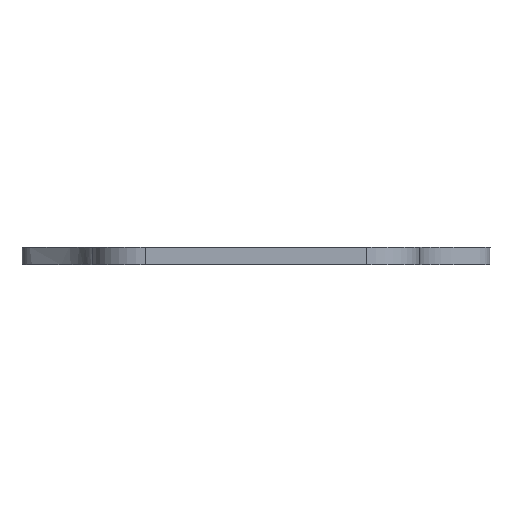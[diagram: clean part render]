
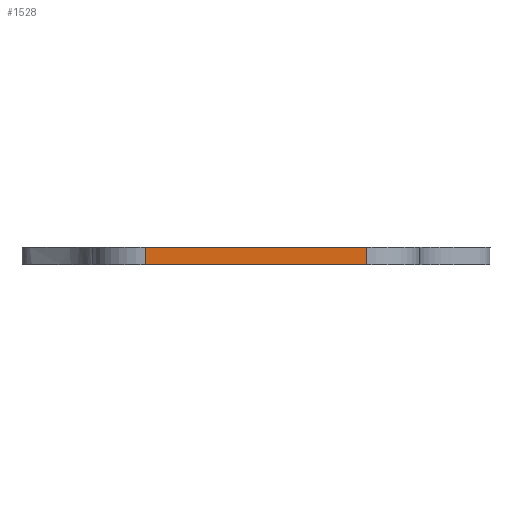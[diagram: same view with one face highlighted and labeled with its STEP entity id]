
A CAD part, front view. The second image highlights one B-rep face of the part: STEP entity #1528.
In plain terms, the highlighted planar face has unit normal (0, -1, 0).
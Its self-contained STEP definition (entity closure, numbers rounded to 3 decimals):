
#89=PLANE('',#1691);
#156=FACE_OUTER_BOUND('',#231,.T.);
#231=EDGE_LOOP('',(#1232,#1233,#1234,#1235));
#392=LINE('',#2516,#521);
#393=LINE('',#2518,#522);
#394=LINE('',#2520,#523);
#395=LINE('',#2521,#524);
#521=VECTOR('',#2092,10.);
#522=VECTOR('',#2093,10.);
#523=VECTOR('',#2094,10.);
#524=VECTOR('',#2095,10.);
#745=VERTEX_POINT('',#2514);
#746=VERTEX_POINT('',#2515);
#747=VERTEX_POINT('',#2517);
#748=VERTEX_POINT('',#2519);
#952=EDGE_CURVE('',#745,#746,#392,.T.);
#953=EDGE_CURVE('',#745,#747,#393,.T.);
#954=EDGE_CURVE('',#748,#747,#394,.T.);
#955=EDGE_CURVE('',#746,#748,#395,.T.);
#1232=ORIENTED_EDGE('',*,*,#952,.F.);
#1233=ORIENTED_EDGE('',*,*,#953,.T.);
#1234=ORIENTED_EDGE('',*,*,#954,.F.);
#1235=ORIENTED_EDGE('',*,*,#955,.F.);
#1528=ADVANCED_FACE('',(#156),#89,.T.);
#1691=AXIS2_PLACEMENT_3D('',#2513,#2090,#2091);
#2090=DIRECTION('center_axis',(0.,-1.,0.));
#2091=DIRECTION('ref_axis',(1.,0.,0.));
#2092=DIRECTION('',(-1.,0.,0.));
#2093=DIRECTION('',(0.,0.,1.));
#2094=DIRECTION('',(1.,0.,0.));
#2095=DIRECTION('',(0.,0.,1.));
#2513=CARTESIAN_POINT('Origin',(-9.5,-34.015,-20.));
#2514=CARTESIAN_POINT('',(9.5,-34.015,-20.));
#2515=CARTESIAN_POINT('',(-9.5,-34.015,-20.));
#2516=CARTESIAN_POINT('',(9.5,-34.015,-20.));
#2517=CARTESIAN_POINT('',(9.5,-34.015,-18.5));
#2518=CARTESIAN_POINT('',(9.5,-34.015,-20.));
#2519=CARTESIAN_POINT('',(-9.5,-34.015,-18.5));
#2520=CARTESIAN_POINT('',(9.5,-34.015,-18.5));
#2521=CARTESIAN_POINT('',(-9.5,-34.015,-20.));
